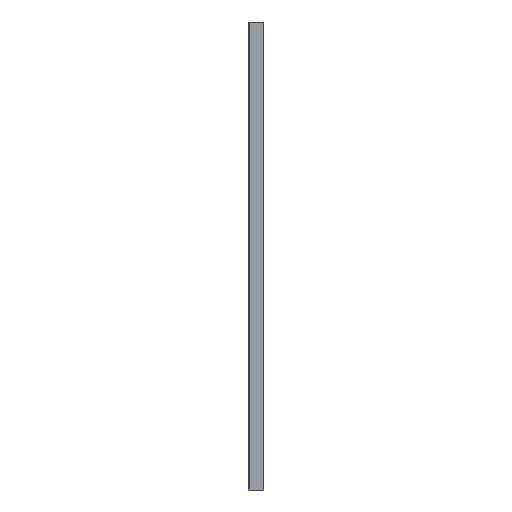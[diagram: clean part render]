
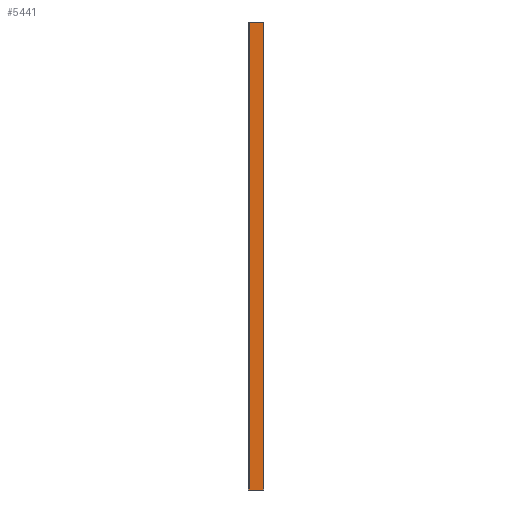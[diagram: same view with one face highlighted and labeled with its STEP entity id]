
A CAD part, left-side view. The second image highlights one B-rep face of the part: STEP entity #5441.
In plain terms, the highlighted planar face has unit normal (-1, 0, 0).
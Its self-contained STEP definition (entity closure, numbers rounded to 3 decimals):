
#49=PLANE('',#6077);
#1162=ORIENTED_EDGE('',*,*,#2693,.T.);
#1163=ORIENTED_EDGE('',*,*,#2779,.F.);
#1164=ORIENTED_EDGE('',*,*,#2332,.F.);
#1165=ORIENTED_EDGE('',*,*,#2778,.T.);
#2332=EDGE_CURVE('',#3199,#3200,#3754,.T.);
#2693=EDGE_CURVE('',#3557,#3556,#3836,.T.);
#2778=EDGE_CURVE('',#3199,#3557,#3896,.T.);
#2779=EDGE_CURVE('',#3200,#3556,#3897,.T.);
#3199=VERTEX_POINT('',#8423);
#3200=VERTEX_POINT('',#8425);
#3556=VERTEX_POINT('',#9145);
#3557=VERTEX_POINT('',#9147);
#3754=LINE('',#8424,#4194);
#3836=LINE('',#9146,#4276);
#3896=LINE('',#9330,#4336);
#3897=LINE('',#9332,#4337);
#4194=VECTOR('',#6510,1000.);
#4276=VECTOR('',#7150,1000.);
#4336=VECTOR('',#7324,1000.);
#4337=VECTOR('',#7327,1000.);
#4645=EDGE_LOOP('',(#1162,#1163,#1164,#1165));
#4937=FACE_BOUND('',#4645,.T.);
#5441=ADVANCED_FACE('',(#4937),#49,.F.);
#6077=AXIS2_PLACEMENT_3D('',#9331,#7325,#7326);
#6510=DIRECTION('',(0.,1.,0.));
#7150=DIRECTION('',(0.,1.,0.));
#7324=DIRECTION('',(0.,0.,1.));
#7325=DIRECTION('',(1.,0.,0.));
#7326=DIRECTION('',(0.,1.,0.));
#7327=DIRECTION('',(0.,0.,1.));
#8423=CARTESIAN_POINT('',(-8.508,-13.075,-400.));
#8424=CARTESIAN_POINT('',(-8.508,-13.075,-400.));
#8425=CARTESIAN_POINT('',(-8.508,-0.99,-400.));
#9145=CARTESIAN_POINT('',(-8.508,-0.99,0.));
#9146=CARTESIAN_POINT('',(-8.508,-1.011,0.));
#9147=CARTESIAN_POINT('',(-8.508,-13.075,0.));
#9330=CARTESIAN_POINT('',(-8.508,-13.075,-400.));
#9331=CARTESIAN_POINT('',(-8.508,-1.011,-400.));
#9332=CARTESIAN_POINT('',(-8.508,-0.99,-400.));
